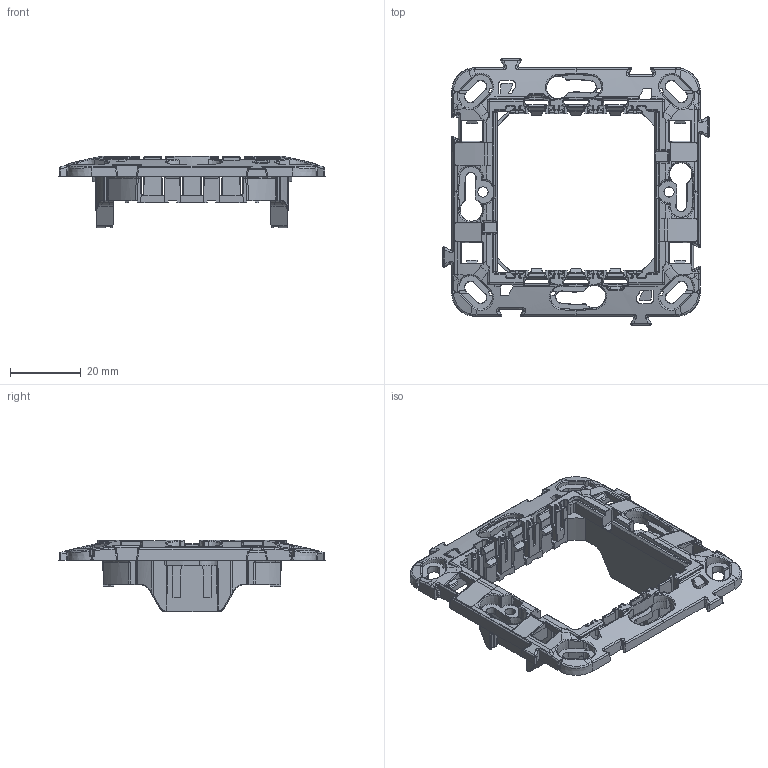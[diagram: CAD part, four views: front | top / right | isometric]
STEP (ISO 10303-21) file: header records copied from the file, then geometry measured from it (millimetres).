
FILE_DESCRIPTION(('CATIA V5 STEP Exchange','CAx-IF Rec.Pracs.--- Model Styling and Organization---1.4--- 2014-01-23'),'2;1');
FILE_NAME('GW16822.stp','2024-03-12T13:03:37+00:00',('none'),('none'),'CATIA Version 5-6 Release 2019 SP6','CATIA V5 STEP AP214 v1','none');
FILE_SCHEMA(('AUTOMOTIVE_DESIGN { 1 0 10303 214 1 1 1 1 }'));
Products named in the file (1): GW16822
Bounding box: 75.2 x 75.2 x 20.2 mm (x, y, z)
Volume: 11606.9 mm3; surface area: 13539.9 mm2
Topology: 1 solids, 1 shells, 2622 faces, 7223 edges, 4404 vertices
Faces by surface type: cylinder 868, plane 766, bspline 747, cone 101, sphere 82, torus 56, extrusion 2
Entity records: 114448 total; most frequent: CARTESIAN_POINT 57522, ORIENTED_EDGE 14160, EDGE_CURVE 7080, DIRECTION 6392, VERTEX_POINT 4400, VECTOR 3090, LINE 3088, B_SPLINE_CURVE_WITH_KNOTS 3084
